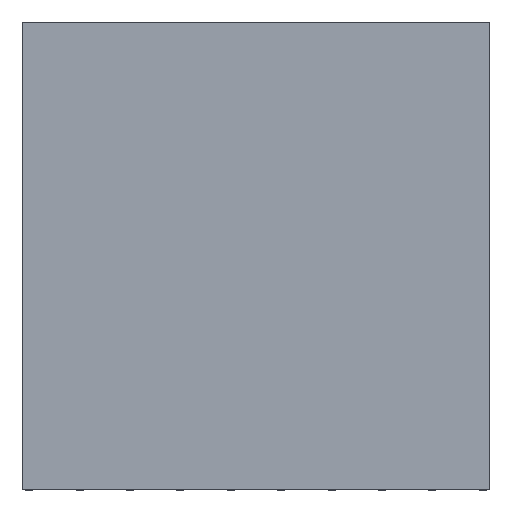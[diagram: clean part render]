
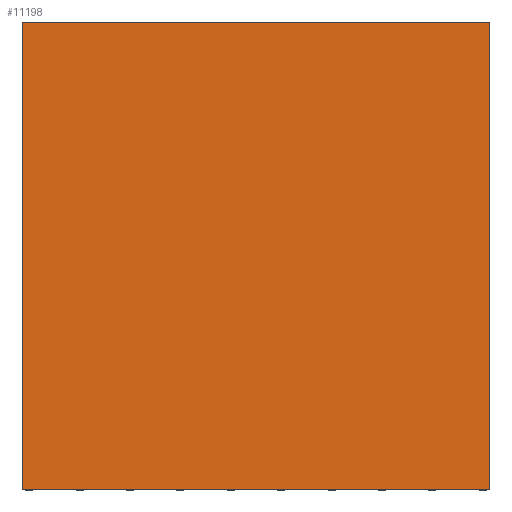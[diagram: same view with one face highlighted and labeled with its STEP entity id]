
A CAD part, top view. The second image highlights one B-rep face of the part: STEP entity #11198.
In plain terms, the highlighted face is planar.
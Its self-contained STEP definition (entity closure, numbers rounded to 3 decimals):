
#340=PLANE('',#12329);
#3944=ORIENTED_EDGE('',*,*,#5779,.F.);
#3945=ORIENTED_EDGE('',*,*,#5780,.T.);
#3946=ORIENTED_EDGE('',*,*,#5777,.T.);
#3947=ORIENTED_EDGE('',*,*,#5781,.F.);
#5777=EDGE_CURVE('',#6877,#6876,#7979,.T.);
#5779=EDGE_CURVE('',#6878,#6879,#7981,.T.);
#5780=EDGE_CURVE('',#6878,#6877,#7982,.T.);
#5781=EDGE_CURVE('',#6879,#6876,#7983,.T.);
#6876=VERTEX_POINT('',#18980);
#6877=VERTEX_POINT('',#18982);
#6878=VERTEX_POINT('',#18986);
#6879=VERTEX_POINT('',#18987);
#7979=LINE('',#18981,#9085);
#7981=LINE('',#18985,#9087);
#7982=LINE('',#18988,#9088);
#7983=LINE('',#18989,#9089);
#9085=VECTOR('',#15655,1000.);
#9087=VECTOR('',#15659,1000.);
#9088=VECTOR('',#15660,1000.);
#9089=VECTOR('',#15661,1000.);
#9716=EDGE_LOOP('',(#3944,#3945,#3946,#3947));
#10344=FACE_BOUND('',#9716,.T.);
#11198=ADVANCED_FACE('',(#10344),#340,.T.);
#12329=AXIS2_PLACEMENT_3D('',#18984,#15657,#15658);
#15655=DIRECTION('',(0.,0.,-1.));
#15657=DIRECTION('',(0.,-1.,0.));
#15658=DIRECTION('',(1.,0.,0.));
#15659=DIRECTION('',(0.,0.,-1.));
#15660=DIRECTION('',(-1.,0.,0.));
#15661=DIRECTION('',(-1.,0.,0.));
#18980=CARTESIAN_POINT('',(630.823,225.277,0.));
#18981=CARTESIAN_POINT('',(630.823,225.277,40.));
#18982=CARTESIAN_POINT('',(630.823,225.277,40.));
#18984=CARTESIAN_POINT('',(630.823,225.277,0.));
#18985=CARTESIAN_POINT('',(670.823,225.277,40.));
#18986=CARTESIAN_POINT('',(670.823,225.277,40.));
#18987=CARTESIAN_POINT('',(670.823,225.277,0.));
#18988=CARTESIAN_POINT('',(670.823,225.277,40.));
#18989=CARTESIAN_POINT('',(670.823,225.277,0.));
